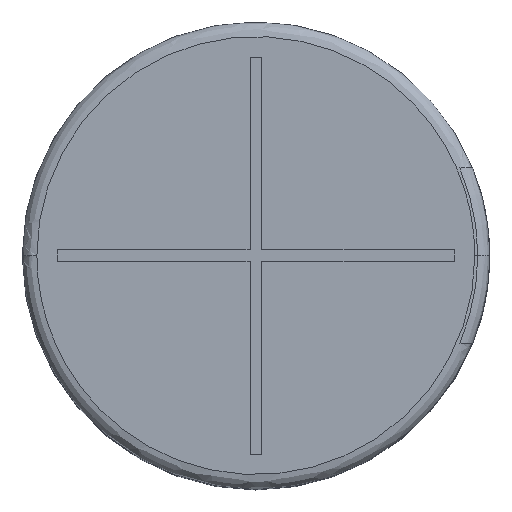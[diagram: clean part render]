
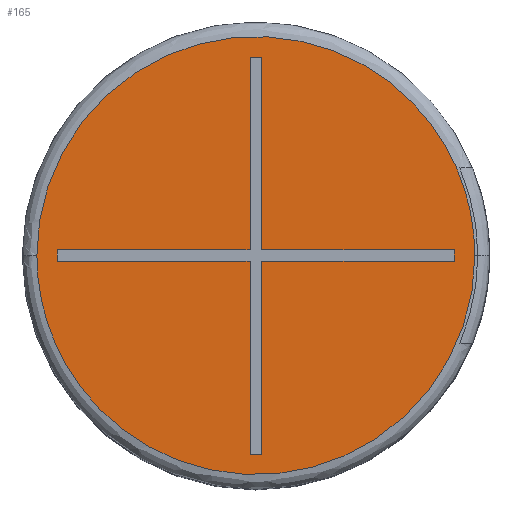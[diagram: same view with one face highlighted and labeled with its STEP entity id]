
A CAD part, top view. The second image highlights one B-rep face of the part: STEP entity #165.
In plain terms, the highlighted planar face has unit normal (0, 0, 1).
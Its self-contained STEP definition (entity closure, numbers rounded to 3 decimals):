
#30 = CARTESIAN_POINT ( 'NONE',  ( 6.8, 0., 17. ) ) ;
#130 = CARTESIAN_POINT ( 'NONE',  ( -7.5, 0., 17. ) ) ;
#134 = EDGE_CURVE ( 'NONE', #1349, #1858, #1808, .T. ) ;
#152 = EDGE_CURVE ( 'NONE', #3012, #854, #1865, .T. ) ;
#164 = CARTESIAN_POINT ( 'NONE',  ( 0.2, 0.2, 17. ) ) ;
#165 = ADVANCED_FACE ( 'NONE', ( #3894, #2384 ), #2364, .F. ) ;
#182 = CARTESIAN_POINT ( 'NONE',  ( -6.8, 0.2, 17. ) ) ;
#214 = EDGE_CURVE ( 'NONE', #756, #1859, #808, .T. ) ;
#339 = EDGE_LOOP ( 'NONE', ( #1980, #2501 ) ) ;
#376 = CARTESIAN_POINT ( 'NONE',  ( 0.2, 6.8, 17. ) ) ;
#403 = CARTESIAN_POINT ( 'NONE',  ( -0.2, 6.8, 17. ) ) ;
#532 = EDGE_CURVE ( 'NONE', #2042, #1466, #3281, .T. ) ;
#561 = VECTOR ( 'NONE', #1310, 1000. ) ;
#579 = EDGE_CURVE ( 'NONE', #1858, #3012, #2680, .T. ) ;
#602 = DIRECTION ( 'NONE',  ( 0., -1., 0. ) ) ;
#693 = LINE ( 'NONE', #30, #561 ) ;
#731 = VECTOR ( 'NONE', #1557, 1000. ) ;
#756 = VERTEX_POINT ( 'NONE', #3239 ) ;
#780 = ORIENTED_EDGE ( 'NONE', *, *, #1320, .F. ) ;
#808 = LINE ( 'NONE', #3563, #1830 ) ;
#852 = CARTESIAN_POINT ( 'NONE',  ( 7.5, 0., 17. ) ) ;
#854 = VERTEX_POINT ( 'NONE', #403 ) ;
#919 = CARTESIAN_POINT ( 'NONE',  ( -6.8, 0., 17. ) ) ;
#935 = EDGE_CURVE ( 'NONE', #3316, #2317, #2848, .T. ) ;
#970 = VERTEX_POINT ( 'NONE', #3256 ) ;
#1039 = DIRECTION ( 'NONE',  ( 0., -1., 0. ) ) ;
#1075 = CARTESIAN_POINT ( 'NONE',  ( 7.5, 0., 17. ) ) ;
#1143 = VECTOR ( 'NONE', #3167, 1000. ) ;
#1160 = DIRECTION ( 'NONE',  ( 1., 0., 0. ) ) ;
#1168 = DIRECTION ( 'NONE',  ( 1., 0., 0. ) ) ;
#1183 = ORIENTED_EDGE ( 'NONE', *, *, #134, .F. ) ;
#1310 = DIRECTION ( 'NONE',  ( 0., 1., 0. ) ) ;
#1320 = EDGE_CURVE ( 'NONE', #2062, #1870, #3651, .T. ) ;
#1336 = CARTESIAN_POINT ( 'NONE',  ( -0.2, 0., 17. ) ) ;
#1348 = LINE ( 'NONE', #2328, #1143 ) ;
#1349 = VERTEX_POINT ( 'NONE', #3970 ) ;
#1358 = CARTESIAN_POINT ( 'NONE',  ( -0.2, 0., 17. ) ) ;
#1389 = CARTESIAN_POINT ( 'NONE',  ( -0.2, -0.2, 17. ) ) ;
#1466 = VERTEX_POINT ( 'NONE', #130 ) ;
#1475 =( BOUNDED_CURVE ( )  B_SPLINE_CURVE ( 3, ( #2185, #1887, #3705, #2507 ),
 .UNSPECIFIED., .F., .T. ) 
 B_SPLINE_CURVE_WITH_KNOTS ( ( 4, 4 ),
 ( 0.5, 1. ),
 .UNSPECIFIED. ) 
 CURVE ( )  GEOMETRIC_REPRESENTATION_ITEM ( )  RATIONAL_B_SPLINE_CURVE ( ( 1., 0.333, 0.333, 1. ) ) 
 REPRESENTATION_ITEM ( '' )  );
#1481 = DIRECTION ( 'NONE',  ( -1., 0., 0. ) ) ;
#1557 = DIRECTION ( 'NONE',  ( -1., 0., 0. ) ) ;
#1566 = ORIENTED_EDGE ( 'NONE', *, *, #2354, .F. ) ;
#1626 = ORIENTED_EDGE ( 'NONE', *, *, #2742, .F. ) ;
#1698 = DIRECTION ( 'NONE',  ( 0., 1., 0. ) ) ;
#1808 = LINE ( 'NONE', #3645, #2704 ) ;
#1820 = CARTESIAN_POINT ( 'NONE',  ( -6.8, -0.2, 17. ) ) ;
#1830 = VECTOR ( 'NONE', #2065, 1000. ) ;
#1835 = VECTOR ( 'NONE', #2560, 1000. ) ;
#1858 = VERTEX_POINT ( 'NONE', #164 ) ;
#1859 = VERTEX_POINT ( 'NONE', #3257 ) ;
#1865 = LINE ( 'NONE', #3078, #731 ) ;
#1870 = VERTEX_POINT ( 'NONE', #1820 ) ;
#1887 = CARTESIAN_POINT ( 'NONE',  ( -7.5, 15., 17. ) ) ;
#1957 = AXIS2_PLACEMENT_3D ( 'NONE', #2633, #3852, #1698 ) ;
#1980 = ORIENTED_EDGE ( 'NONE', *, *, #532, .F. ) ;
#2030 = CARTESIAN_POINT ( 'NONE',  ( 0., -0.2, 17. ) ) ;
#2042 = VERTEX_POINT ( 'NONE', #1075 ) ;
#2062 = VERTEX_POINT ( 'NONE', #182 ) ;
#2065 = DIRECTION ( 'NONE',  ( 0., 1., 0. ) ) ;
#2078 = ORIENTED_EDGE ( 'NONE', *, *, #2306, .F. ) ;
#2093 = CARTESIAN_POINT ( 'NONE',  ( -7.5, -15., 17. ) ) ;
#2108 = VECTOR ( 'NONE', #1168, 1000. ) ;
#2114 = CARTESIAN_POINT ( 'NONE',  ( 7.5, -15., 17. ) ) ;
#2137 = EDGE_LOOP ( 'NONE', ( #1566, #3399, #2641, #2311, #2420, #780, #3966, #1626, #3654, #2447, #1183, #2078 ) ) ;
#2185 = CARTESIAN_POINT ( 'NONE',  ( -7.5, 0., 17. ) ) ;
#2216 = VERTEX_POINT ( 'NONE', #3652 ) ;
#2296 = VECTOR ( 'NONE', #1160, 1000. ) ;
#2306 = EDGE_CURVE ( 'NONE', #970, #1349, #693, .T. ) ;
#2311 = ORIENTED_EDGE ( 'NONE', *, *, #935, .F. ) ;
#2317 = VERTEX_POINT ( 'NONE', #3412 ) ;
#2328 = CARTESIAN_POINT ( 'NONE',  ( 0., -0.2, 17. ) ) ;
#2354 = EDGE_CURVE ( 'NONE', #1859, #970, #1348, .T. ) ;
#2364 = PLANE ( 'NONE',  #1957 ) ;
#2384 = FACE_OUTER_BOUND ( 'NONE', #339, .T. ) ;
#2420 = ORIENTED_EDGE ( 'NONE', *, *, #3119, .F. ) ;
#2424 = LINE ( 'NONE', #2645, #2296 ) ;
#2447 = ORIENTED_EDGE ( 'NONE', *, *, #579, .F. ) ;
#2501 = ORIENTED_EDGE ( 'NONE', *, *, #3808, .F. ) ;
#2507 = CARTESIAN_POINT ( 'NONE',  ( 7.5, 0., 17. ) ) ;
#2560 = DIRECTION ( 'NONE',  ( 0., -1., 0. ) ) ;
#2573 = EDGE_CURVE ( 'NONE', #2216, #2062, #3339, .T. ) ;
#2578 = LINE ( 'NONE', #1358, #2990 ) ;
#2633 = CARTESIAN_POINT ( 'NONE',  ( 0., 0., 17. ) ) ;
#2641 = ORIENTED_EDGE ( 'NONE', *, *, #2877, .F. ) ;
#2645 = CARTESIAN_POINT ( 'NONE',  ( 0., -6.8, 17. ) ) ;
#2680 = LINE ( 'NONE', #3022, #3355 ) ;
#2704 = VECTOR ( 'NONE', #1481, 1000. ) ;
#2738 = DIRECTION ( 'NONE',  ( -1., 0., 0. ) ) ;
#2742 = EDGE_CURVE ( 'NONE', #854, #2216, #2578, .T. ) ;
#2799 = DIRECTION ( 'NONE',  ( 0., 1., 0. ) ) ;
#2847 = VECTOR ( 'NONE', #602, 1000. ) ;
#2848 = LINE ( 'NONE', #1336, #1835 ) ;
#2877 = EDGE_CURVE ( 'NONE', #2317, #756, #2424, .T. ) ;
#2990 = VECTOR ( 'NONE', #1039, 1000. ) ;
#3012 = VERTEX_POINT ( 'NONE', #376 ) ;
#3022 = CARTESIAN_POINT ( 'NONE',  ( 0.2, 0., 17. ) ) ;
#3078 = CARTESIAN_POINT ( 'NONE',  ( 0., 6.8, 17. ) ) ;
#3119 = EDGE_CURVE ( 'NONE', #1870, #3316, #3244, .T. ) ;
#3167 = DIRECTION ( 'NONE',  ( 1., 0., 0. ) ) ;
#3239 = CARTESIAN_POINT ( 'NONE',  ( 0.2, -6.8, 17. ) ) ;
#3244 = LINE ( 'NONE', #2030, #2108 ) ;
#3256 = CARTESIAN_POINT ( 'NONE',  ( 6.8, -0.2, 17. ) ) ;
#3257 = CARTESIAN_POINT ( 'NONE',  ( 0.2, -0.2, 17. ) ) ;
#3275 = CARTESIAN_POINT ( 'NONE',  ( 0., 0.2, 17. ) ) ;
#3281 =( BOUNDED_CURVE ( )  B_SPLINE_CURVE ( 3, ( #852, #2114, #2093, #3329 ),
 .UNSPECIFIED., .F., .T. ) 
 B_SPLINE_CURVE_WITH_KNOTS ( ( 4, 4 ),
 ( 0., 0.5 ),
 .UNSPECIFIED. ) 
 CURVE ( )  GEOMETRIC_REPRESENTATION_ITEM ( )  RATIONAL_B_SPLINE_CURVE ( ( 1., 0.333, 0.333, 1. ) ) 
 REPRESENTATION_ITEM ( '' )  );
#3316 = VERTEX_POINT ( 'NONE', #1389 ) ;
#3329 = CARTESIAN_POINT ( 'NONE',  ( -7.5, 0., 17. ) ) ;
#3339 = LINE ( 'NONE', #3275, #3635 ) ;
#3355 = VECTOR ( 'NONE', #2799, 1000. ) ;
#3399 = ORIENTED_EDGE ( 'NONE', *, *, #214, .F. ) ;
#3412 = CARTESIAN_POINT ( 'NONE',  ( -0.2, -6.8, 17. ) ) ;
#3563 = CARTESIAN_POINT ( 'NONE',  ( 0.2, 0., 17. ) ) ;
#3635 = VECTOR ( 'NONE', #2738, 1000. ) ;
#3645 = CARTESIAN_POINT ( 'NONE',  ( 0., 0.2, 17. ) ) ;
#3651 = LINE ( 'NONE', #919, #2847 ) ;
#3652 = CARTESIAN_POINT ( 'NONE',  ( -0.2, 0.2, 17. ) ) ;
#3654 = ORIENTED_EDGE ( 'NONE', *, *, #152, .F. ) ;
#3705 = CARTESIAN_POINT ( 'NONE',  ( 7.5, 15., 17. ) ) ;
#3808 = EDGE_CURVE ( 'NONE', #1466, #2042, #1475, .T. ) ;
#3852 = DIRECTION ( 'NONE',  ( 0., 0., -1. ) ) ;
#3894 = FACE_BOUND ( 'NONE', #2137, .T. ) ;
#3966 = ORIENTED_EDGE ( 'NONE', *, *, #2573, .F. ) ;
#3970 = CARTESIAN_POINT ( 'NONE',  ( 6.8, 0.2, 17. ) ) ;
